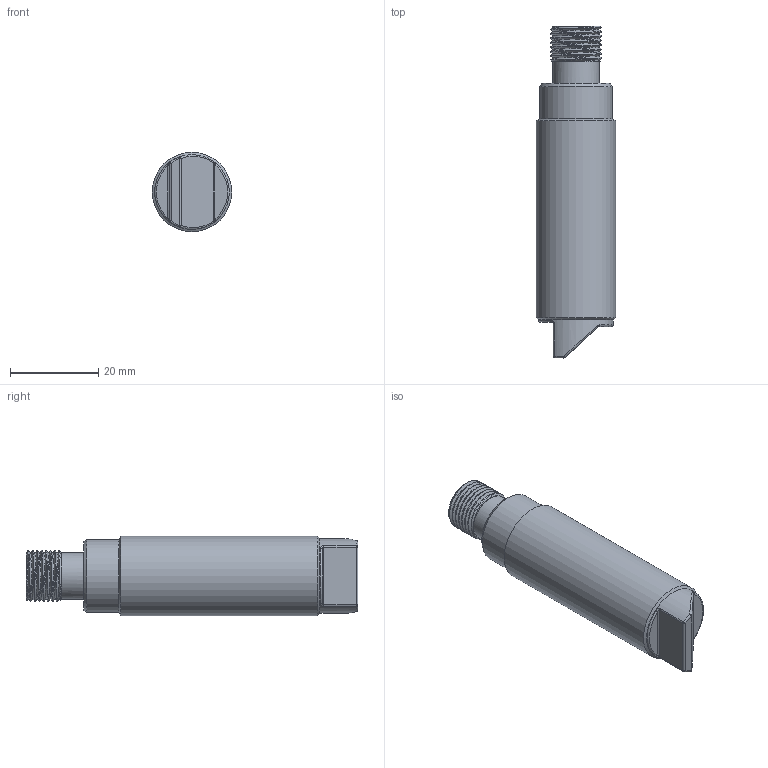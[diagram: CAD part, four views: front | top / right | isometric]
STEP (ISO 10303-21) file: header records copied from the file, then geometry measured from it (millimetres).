
FILE_DESCRIPTION (( 'STEP AP214' ), '1' );
FILE_NAME ('C18E-00-2E.STEP', '2018-04-19T10:26:39', ( '' ), ( '' ), 'SwSTEP 2.0', 'SolidWorks 2017', '' );
FILE_SCHEMA (( 'AUTOMOTIVE_DESIGN' ));
Length unit declared in the file: inch
Products named in the file (1): C18E-00-2E
Bounding box: 18 x 75.1 x 18 mm (x, y, z)
Volume: 14891.5 mm3; surface area: 5041.9 mm2
Topology: 2 solids, 3 shells, 68 faces, 163 edges, 96 vertices
Faces by surface type: cylinder 27, plane 14, bspline 9, sphere 9, cone 5, torus 4
Full cylindrical faces by diameter (mm): 1.008 x4, 3 x4, 8.499 x1, 10.551 x1, 16.401 x1, 16.901 x1, 18 x1
Entity records: 4517 total; most frequent: CARTESIAN_POINT 2363, DIRECTION 253, ORIENTED_EDGE 222, AXIS2_PLACEMENT_3D 116, EDGE_CURVE 111, EDGE_LOOP 93, FACE_OUTER_BOUND 81, VERTEX_POINT 74
